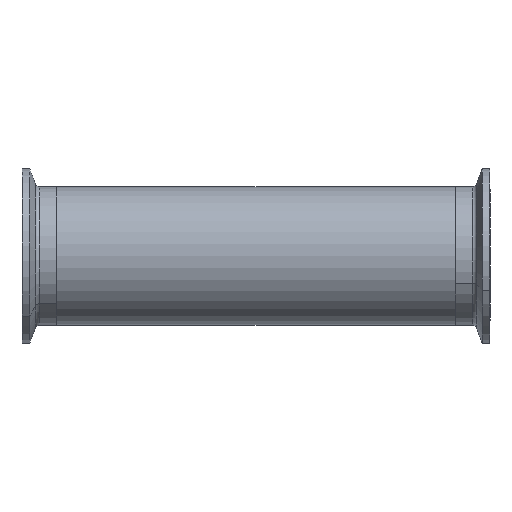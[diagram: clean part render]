
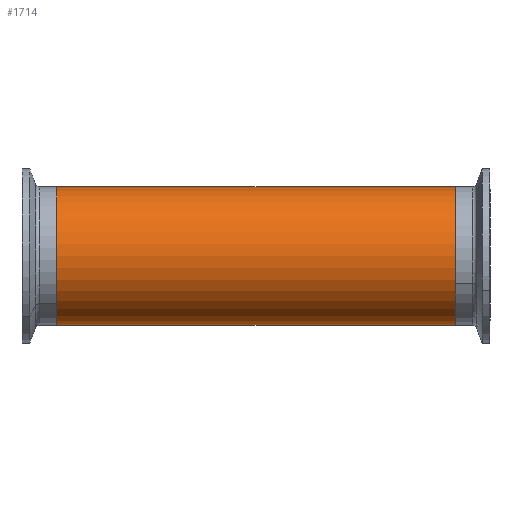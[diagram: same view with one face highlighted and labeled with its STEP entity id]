
A CAD part, front view. The second image highlights one B-rep face of the part: STEP entity #1714.
In plain terms, the highlighted cylindrical face has radius 25.4 mm (diameter 50.8 mm), a partial arc.
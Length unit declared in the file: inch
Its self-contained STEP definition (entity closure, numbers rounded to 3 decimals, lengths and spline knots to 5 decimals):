
#79 = DIRECTION ( 'NONE',  ( 1., 0., 0. ) ) ;
#212 = LINE ( 'NONE', #1114, #530 ) ;
#301 = AXIS2_PLACEMENT_3D ( 'NONE', #2928, #931, #1671 ) ;
#308 = CARTESIAN_POINT ( 'NONE',  ( -2.87402, 0., -1. ) ) ;
#498 = CIRCLE ( 'NONE', #301, 1. ) ;
#530 = VECTOR ( 'NONE', #545, 39.37008 ) ;
#545 = DIRECTION ( 'NONE',  ( -1., 0., 0. ) ) ;
#557 = EDGE_LOOP ( 'NONE', ( #822, #1826, #2765, #3192 ) ) ;
#600 = DIRECTION ( 'NONE',  ( -1., 0., 0. ) ) ;
#612 = LINE ( 'NONE', #1122, #2963 ) ;
#781 = CIRCLE ( 'NONE', #827, 1. ) ;
#822 = ORIENTED_EDGE ( 'NONE', *, *, #1380, .F. ) ;
#827 = AXIS2_PLACEMENT_3D ( 'NONE', #2333, #79, #839 ) ;
#839 = DIRECTION ( 'NONE',  ( 0., 0., -1. ) ) ;
#875 = EDGE_CURVE ( 'NONE', #2251, #1205, #212, .T. ) ;
#931 = DIRECTION ( 'NONE',  ( 1., 0., 0. ) ) ;
#1022 = VERTEX_POINT ( 'NONE', #308 ) ;
#1039 = CARTESIAN_POINT ( 'NONE',  ( 2.87402, 0., -1. ) ) ;
#1083 = CYLINDRICAL_SURFACE ( 'NONE', #1900, 1. ) ;
#1114 = CARTESIAN_POINT ( 'NONE',  ( 2.87402, 0., 1. ) ) ;
#1122 = CARTESIAN_POINT ( 'NONE',  ( 2.87402, 0., -1. ) ) ;
#1134 = EDGE_CURVE ( 'NONE', #2251, #3003, #781, .T. ) ;
#1205 = VERTEX_POINT ( 'NONE', #1519 ) ;
#1284 = DIRECTION ( 'NONE',  ( 0., 0., 1. ) ) ;
#1362 = EDGE_CURVE ( 'NONE', #1205, #1022, #498, .T. ) ;
#1380 = EDGE_CURVE ( 'NONE', #3003, #1022, #612, .T. ) ;
#1519 = CARTESIAN_POINT ( 'NONE',  ( -2.87402, 0., 1. ) ) ;
#1671 = DIRECTION ( 'NONE',  ( 0., 0., -1. ) ) ;
#1714 = ADVANCED_FACE ( 'NONE', ( #2621 ), #1083, .T. ) ;
#1744 = CARTESIAN_POINT ( 'NONE',  ( 2.87402, 0., 1. ) ) ;
#1826 = ORIENTED_EDGE ( 'NONE', *, *, #1134, .F. ) ;
#1900 = AXIS2_PLACEMENT_3D ( 'NONE', #2764, #2506, #1284 ) ;
#2251 = VERTEX_POINT ( 'NONE', #1744 ) ;
#2333 = CARTESIAN_POINT ( 'NONE',  ( 2.87402, 0., 0. ) ) ;
#2506 = DIRECTION ( 'NONE',  ( -1., 0., 0. ) ) ;
#2621 = FACE_OUTER_BOUND ( 'NONE', #557, .T. ) ;
#2764 = CARTESIAN_POINT ( 'NONE',  ( 2.87402, 0., 0. ) ) ;
#2765 = ORIENTED_EDGE ( 'NONE', *, *, #875, .T. ) ;
#2928 = CARTESIAN_POINT ( 'NONE',  ( -2.87402, 0., 0. ) ) ;
#2963 = VECTOR ( 'NONE', #600, 39.37008 ) ;
#3003 = VERTEX_POINT ( 'NONE', #1039 ) ;
#3192 = ORIENTED_EDGE ( 'NONE', *, *, #1362, .T. ) ;
